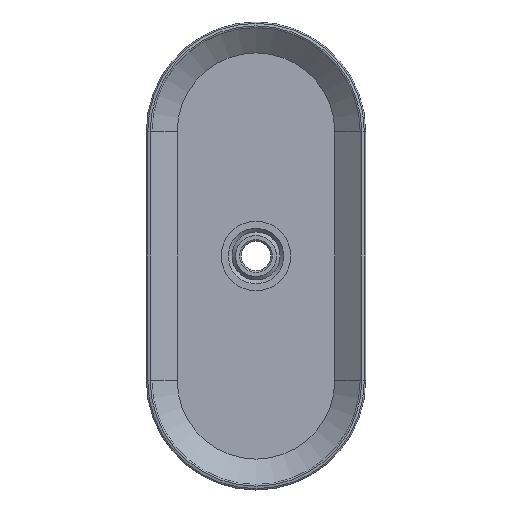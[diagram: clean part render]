
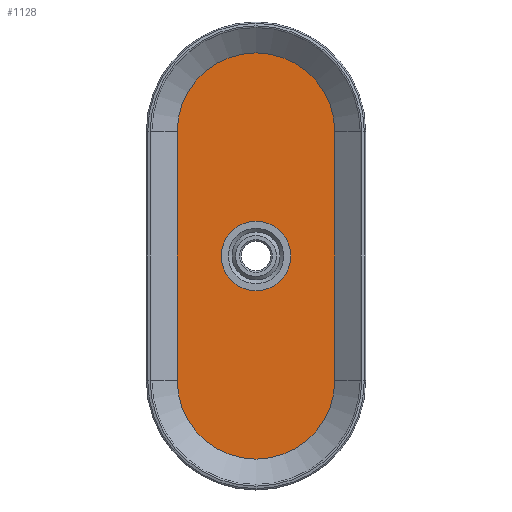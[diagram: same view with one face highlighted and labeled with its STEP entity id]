
A CAD part, front view. The second image highlights one B-rep face of the part: STEP entity #1128.
In plain terms, the highlighted planar face has unit normal (0, -1, 0).
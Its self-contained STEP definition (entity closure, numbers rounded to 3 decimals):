
#63=CIRCLE('',#1235,9.5);
#64=CIRCLE('',#1236,21.549);
#65=CIRCLE('',#1237,21.549);
#193=ORIENTED_EDGE('',*,*,#494,.F.);
#194=ORIENTED_EDGE('',*,*,#492,.T.);
#195=ORIENTED_EDGE('',*,*,#495,.T.);
#196=ORIENTED_EDGE('',*,*,#496,.F.);
#197=ORIENTED_EDGE('',*,*,#497,.T.);
#492=EDGE_CURVE('',#641,#640,#738,.T.);
#494=EDGE_CURVE('',#642,#642,#63,.F.);
#495=EDGE_CURVE('',#640,#643,#64,.T.);
#496=EDGE_CURVE('',#644,#643,#740,.T.);
#497=EDGE_CURVE('',#644,#641,#65,.T.);
#640=VERTEX_POINT('',#1832);
#641=VERTEX_POINT('',#1834);
#642=VERTEX_POINT('',#1838);
#643=VERTEX_POINT('',#1840);
#644=VERTEX_POINT('',#1842);
#738=LINE('',#1833,#798);
#740=LINE('',#1841,#800);
#798=VECTOR('',#1429,1000.);
#800=VECTOR('',#1437,1000.);
#851=EDGE_LOOP('',(#193));
#852=EDGE_LOOP('',(#194,#195,#196,#197));
#973=FACE_BOUND('',#851,.T.);
#974=FACE_BOUND('',#852,.T.);
#1093=PLANE('',#1234);
#1128=ADVANCED_FACE('',(#973,#974),#1093,.F.);
#1234=AXIS2_PLACEMENT_3D('',#1836,#1431,#1432);
#1235=AXIS2_PLACEMENT_3D('',#1837,#1433,#1434);
#1236=AXIS2_PLACEMENT_3D('',#1839,#1435,#1436);
#1237=AXIS2_PLACEMENT_3D('',#1843,#1438,#1439);
#1429=DIRECTION('',(0.,0.,-1.));
#1431=DIRECTION('',(0.,1.,0.));
#1432=DIRECTION('',(0.,0.,1.));
#1433=DIRECTION('',(0.,1.,0.));
#1434=DIRECTION('',(0.,0.,1.));
#1435=DIRECTION('',(0.,-1.,0.));
#1436=DIRECTION('',(0.,0.,-1.));
#1437=DIRECTION('',(0.,0.,-1.));
#1438=DIRECTION('',(0.,-1.,0.));
#1439=DIRECTION('',(0.,0.,-1.));
#1832=CARTESIAN_POINT('',(-21.549,6.,-34.));
#1833=CARTESIAN_POINT('',(-21.549,6.,34.));
#1834=CARTESIAN_POINT('',(-21.549,6.,34.));
#1836=CARTESIAN_POINT('',(-21.549,6.,34.));
#1837=CARTESIAN_POINT('',(0.,6.,0.));
#1838=CARTESIAN_POINT('',(0.,6.,9.5));
#1839=CARTESIAN_POINT('',(0.,6.,-34.));
#1840=CARTESIAN_POINT('',(21.549,6.,-34.));
#1841=CARTESIAN_POINT('',(21.549,6.,34.));
#1842=CARTESIAN_POINT('',(21.549,6.,34.));
#1843=CARTESIAN_POINT('',(0.,6.,34.));
